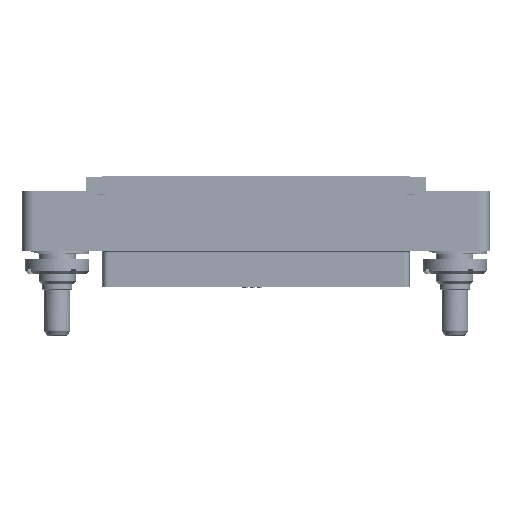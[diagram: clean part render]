
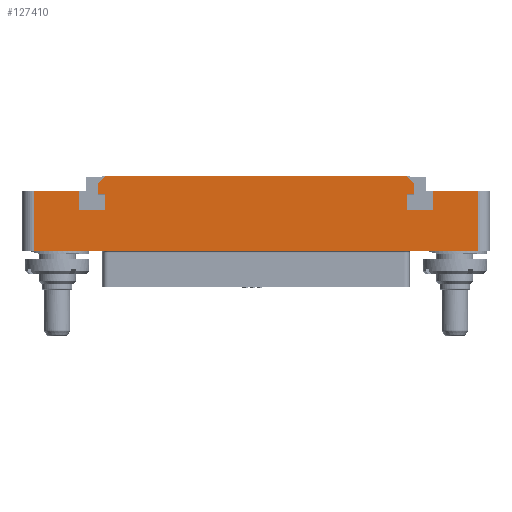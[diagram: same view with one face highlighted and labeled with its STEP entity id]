
A CAD part, top view. The second image highlights one B-rep face of the part: STEP entity #127410.
In plain terms, the highlighted planar face has unit normal (0, 0, 1).
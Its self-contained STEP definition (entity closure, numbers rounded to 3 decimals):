
#1830=DIRECTION('',(-0.707,-0.707,0.));
#1831=VECTOR('',#1830,1.697);
#1832=CARTESIAN_POINT('',(-25.8,12.75,7.));
#1833=LINE('',#1832,#1831);
#1842=DIRECTION('',(-1.,0.,0.));
#1843=VECTOR('',#1842,76.);
#1844=CARTESIAN_POINT('',(38.,0.,7.));
#1845=LINE('',#1844,#1843);
#1846=DIRECTION('',(1.,0.,0.));
#1847=VECTOR('',#1846,7.8);
#1848=CARTESIAN_POINT('',(-38.,10.25,7.));
#1849=LINE('',#1848,#1847);
#1850=DIRECTION('',(0.,-1.,0.));
#1851=VECTOR('',#1850,3.2);
#1852=CARTESIAN_POINT('',(-30.2,10.25,7.));
#1853=LINE('',#1852,#1851);
#1854=DIRECTION('',(1.,0.,0.));
#1855=VECTOR('',#1854,4.4);
#1856=CARTESIAN_POINT('',(-30.2,7.05,7.));
#1857=LINE('',#1856,#1855);
#1858=DIRECTION('',(0.,1.,0.));
#1859=VECTOR('',#1858,2.6);
#1860=CARTESIAN_POINT('',(-25.8,7.05,7.));
#1861=LINE('',#1860,#1859);
#1862=DIRECTION('',(-1.,0.,0.));
#1863=VECTOR('',#1862,1.2);
#1864=CARTESIAN_POINT('',(-25.8,9.65,7.));
#1865=LINE('',#1864,#1863);
#1866=DIRECTION('',(0.,-1.,0.));
#1867=VECTOR('',#1866,1.9);
#1868=CARTESIAN_POINT('',(-27.,11.55,7.));
#1869=LINE('',#1868,#1867);
#1870=DIRECTION('',(1.,0.,0.));
#1871=VECTOR('',#1870,51.6);
#1872=CARTESIAN_POINT('',(-25.8,12.75,7.));
#1873=LINE('',#1872,#1871);
#1874=DIRECTION('',(0.,-1.,0.));
#1875=VECTOR('',#1874,1.9);
#1876=CARTESIAN_POINT('',(27.,11.55,7.));
#1877=LINE('',#1876,#1875);
#1878=DIRECTION('',(-1.,0.,0.));
#1879=VECTOR('',#1878,1.2);
#1880=CARTESIAN_POINT('',(27.,9.65,7.));
#1881=LINE('',#1880,#1879);
#1882=DIRECTION('',(0.,-1.,0.));
#1883=VECTOR('',#1882,2.6);
#1884=CARTESIAN_POINT('',(25.8,9.65,7.));
#1885=LINE('',#1884,#1883);
#1886=DIRECTION('',(1.,0.,0.));
#1887=VECTOR('',#1886,4.4);
#1888=CARTESIAN_POINT('',(25.8,7.05,7.));
#1889=LINE('',#1888,#1887);
#1890=DIRECTION('',(0.,1.,0.));
#1891=VECTOR('',#1890,3.2);
#1892=CARTESIAN_POINT('',(30.2,7.05,7.));
#1893=LINE('',#1892,#1891);
#1894=DIRECTION('',(1.,0.,0.));
#1895=VECTOR('',#1894,7.8);
#1896=CARTESIAN_POINT('',(30.2,10.25,7.));
#1897=LINE('',#1896,#1895);
#1898=DIRECTION('',(0.,1.,0.));
#1899=VECTOR('',#1898,10.25);
#1900=CARTESIAN_POINT('',(38.,0.,7.));
#1901=LINE('',#1900,#1899);
#2198=DIRECTION('',(0.707,-0.707,0.));
#2199=VECTOR('',#2198,1.697);
#2200=CARTESIAN_POINT('',(25.8,12.75,7.));
#2201=LINE('',#2200,#2199);
#2384=DIRECTION('',(0.,-1.,0.));
#2385=VECTOR('',#2384,10.25);
#2386=CARTESIAN_POINT('',(-38.,10.25,7.));
#2387=LINE('',#2386,#2385);
#105543=CARTESIAN_POINT('',(-30.2,10.25,7.));
#105544=CARTESIAN_POINT('',(-30.2,7.05,7.));
#105545=VERTEX_POINT('',#105543);
#105546=VERTEX_POINT('',#105544);
#105547=CARTESIAN_POINT('',(-25.8,7.05,7.));
#105548=VERTEX_POINT('',#105547);
#105549=CARTESIAN_POINT('',(-25.8,9.65,7.));
#105550=VERTEX_POINT('',#105549);
#105551=CARTESIAN_POINT('',(-27.,9.65,7.));
#105552=VERTEX_POINT('',#105551);
#105553=CARTESIAN_POINT('',(27.,9.65,7.));
#105554=CARTESIAN_POINT('',(25.8,9.65,7.));
#105555=VERTEX_POINT('',#105553);
#105556=VERTEX_POINT('',#105554);
#105557=CARTESIAN_POINT('',(25.8,7.05,7.));
#105558=VERTEX_POINT('',#105557);
#105559=CARTESIAN_POINT('',(30.2,7.05,7.));
#105560=VERTEX_POINT('',#105559);
#105561=CARTESIAN_POINT('',(30.2,10.25,7.));
#105562=VERTEX_POINT('',#105561);
#105567=CARTESIAN_POINT('',(-27.,11.55,7.));
#105569=VERTEX_POINT('',#105567);
#105571=CARTESIAN_POINT('',(-25.8,12.75,7.));
#105572=VERTEX_POINT('',#105571);
#105573=CARTESIAN_POINT('',(27.,11.55,7.));
#105575=VERTEX_POINT('',#105573);
#105577=CARTESIAN_POINT('',(25.8,12.75,7.));
#105578=VERTEX_POINT('',#105577);
#105655=CARTESIAN_POINT('',(38.,0.,7.));
#105656=CARTESIAN_POINT('',(38.,10.25,7.));
#105657=VERTEX_POINT('',#105655);
#105658=VERTEX_POINT('',#105656);
#105663=CARTESIAN_POINT('',(-38.,10.25,7.));
#105664=CARTESIAN_POINT('',(-38.,0.,7.));
#105665=VERTEX_POINT('',#105663);
#105666=VERTEX_POINT('',#105664);
#127369=CARTESIAN_POINT('',(0.,0.,7.));
#127370=DIRECTION('',(0.,0.,-1.));
#127371=DIRECTION('',(-1.,0.,0.));
#127372=AXIS2_PLACEMENT_3D('',#127369,#127370,#127371);
#127373=PLANE('',#127372);
#127375=ORIENTED_EDGE('',*,*,#127374,.F.);
#127377=ORIENTED_EDGE('',*,*,#127376,.T.);
#127379=ORIENTED_EDGE('',*,*,#127378,.F.);
#127381=ORIENTED_EDGE('',*,*,#127380,.T.);
#127383=ORIENTED_EDGE('',*,*,#127382,.T.);
#127385=ORIENTED_EDGE('',*,*,#127384,.T.);
#127387=ORIENTED_EDGE('',*,*,#127386,.T.);
#127389=ORIENTED_EDGE('',*,*,#127388,.T.);
#127391=ORIENTED_EDGE('',*,*,#127390,.F.);
#127392=ORIENTED_EDGE('',*,*,#127360,.F.);
#127393=ORIENTED_EDGE('',*,*,#127332,.T.);
#127395=ORIENTED_EDGE('',*,*,#127394,.T.);
#127397=ORIENTED_EDGE('',*,*,#127396,.T.);
#127399=ORIENTED_EDGE('',*,*,#127398,.T.);
#127401=ORIENTED_EDGE('',*,*,#127400,.T.);
#127403=ORIENTED_EDGE('',*,*,#127402,.T.);
#127405=ORIENTED_EDGE('',*,*,#127404,.T.);
#127407=ORIENTED_EDGE('',*,*,#127406,.T.);
#127408=EDGE_LOOP('',(#127375,#127377,#127379,#127381,#127383,#127385,#127387,
#127389,#127391,#127392,#127393,#127395,#127397,#127399,#127401,#127403,#127405,
#127407));
#127409=FACE_OUTER_BOUND('',#127408,.F.);
#127410=ADVANCED_FACE('',(#127409),#127373,.F.);
#127332=EDGE_CURVE('',#105572,#105578,#1873,.T.);
#127360=EDGE_CURVE('',#105572,#105569,#1833,.T.);
#127374=EDGE_CURVE('',#105657,#105658,#1901,.T.);
#127376=EDGE_CURVE('',#105657,#105666,#1845,.T.);
#127378=EDGE_CURVE('',#105665,#105666,#2387,.T.);
#127380=EDGE_CURVE('',#105665,#105545,#1849,.T.);
#127382=EDGE_CURVE('',#105545,#105546,#1853,.T.);
#127384=EDGE_CURVE('',#105546,#105548,#1857,.T.);
#127386=EDGE_CURVE('',#105548,#105550,#1861,.T.);
#127388=EDGE_CURVE('',#105550,#105552,#1865,.T.);
#127390=EDGE_CURVE('',#105569,#105552,#1869,.T.);
#127394=EDGE_CURVE('',#105578,#105575,#2201,.T.);
#127396=EDGE_CURVE('',#105575,#105555,#1877,.T.);
#127398=EDGE_CURVE('',#105555,#105556,#1881,.T.);
#127400=EDGE_CURVE('',#105556,#105558,#1885,.T.);
#127402=EDGE_CURVE('',#105558,#105560,#1889,.T.);
#127404=EDGE_CURVE('',#105560,#105562,#1893,.T.);
#127406=EDGE_CURVE('',#105562,#105658,#1897,.T.);
